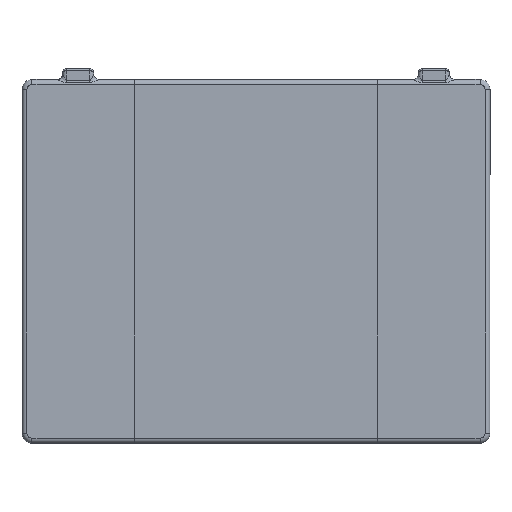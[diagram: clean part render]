
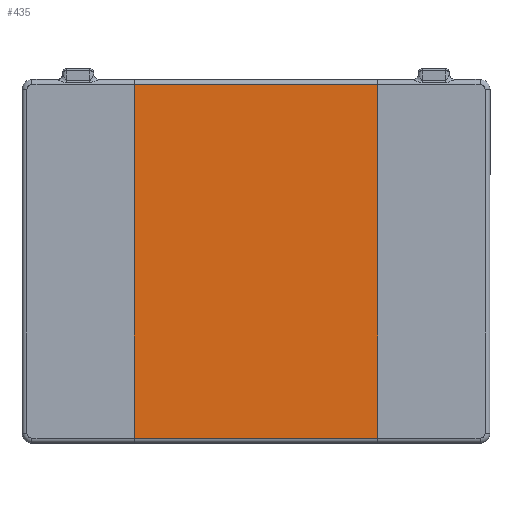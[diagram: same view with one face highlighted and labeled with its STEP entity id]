
A CAD part, front view. The second image highlights one B-rep face of the part: STEP entity #435.
In plain terms, the highlighted planar face has unit normal (0, -1, 0).
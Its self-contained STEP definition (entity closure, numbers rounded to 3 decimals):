
#327 = EDGE_CURVE ( 'NONE', #1489, #6787, #4672, .T. ) ;
#435 = ADVANCED_FACE ( 'NONE', ( #5758 ), #5265, .F. ) ;
#658 = DIRECTION ( 'NONE',  ( 0., 0., -1. ) ) ;
#797 = VECTOR ( 'NONE', #3069, 1000. ) ;
#1489 = VERTEX_POINT ( 'NONE', #2210 ) ;
#2210 = CARTESIAN_POINT ( 'NONE',  ( 0.65, 0., 0.916 ) ) ;
#2302 = VECTOR ( 'NONE', #6049, 1000. ) ;
#2369 = CARTESIAN_POINT ( 'NONE',  ( -1.197, 0., -0.973 ) ) ;
#2451 = LINE ( 'NONE', #2369, #4815 ) ;
#2806 = EDGE_CURVE ( 'NONE', #6217, #1489, #6154, .T. ) ;
#3069 = DIRECTION ( 'NONE',  ( 1., 0., 0. ) ) ;
#3304 = DIRECTION ( 'NONE',  ( 0., 1., 0. ) ) ;
#3766 = VERTEX_POINT ( 'NONE', #10809 ) ;
#3768 = ORIENTED_EDGE ( 'NONE', *, *, #10416, .T. ) ;
#4124 = ORIENTED_EDGE ( 'NONE', *, *, #2806, .F. ) ;
#4423 = LINE ( 'NONE', #6692, #12754 ) ;
#4672 = LINE ( 'NONE', #12026, #2302 ) ;
#4815 = VECTOR ( 'NONE', #9196, 1000. ) ;
#5265 = PLANE ( 'NONE',  #5767 ) ;
#5695 = EDGE_CURVE ( 'NONE', #6787, #3766, #2451, .T. ) ;
#5742 = CARTESIAN_POINT ( 'NONE',  ( 0.65, 0., -0.973 ) ) ;
#5758 = FACE_OUTER_BOUND ( 'NONE', #11001, .T. ) ;
#5767 = AXIS2_PLACEMENT_3D ( 'NONE', #6208, #3304, #10293 ) ;
#6049 = DIRECTION ( 'NONE',  ( 0., 0., -1. ) ) ;
#6154 = LINE ( 'NONE', #12173, #797 ) ;
#6208 = CARTESIAN_POINT ( 'NONE',  ( 0., 0., 0. ) ) ;
#6217 = VERTEX_POINT ( 'NONE', #6823 ) ;
#6692 = CARTESIAN_POINT ( 'NONE',  ( -0.65, 0., 0. ) ) ;
#6787 = VERTEX_POINT ( 'NONE', #5742 ) ;
#6823 = CARTESIAN_POINT ( 'NONE',  ( -0.65, 0., 0.916 ) ) ;
#9196 = DIRECTION ( 'NONE',  ( -1., 0., 0. ) ) ;
#9696 = ORIENTED_EDGE ( 'NONE', *, *, #327, .F. ) ;
#10293 = DIRECTION ( 'NONE',  ( 0., 0., -1. ) ) ;
#10416 = EDGE_CURVE ( 'NONE', #6217, #3766, #4423, .T. ) ;
#10809 = CARTESIAN_POINT ( 'NONE',  ( -0.65, 0., -0.973 ) ) ;
#11001 = EDGE_LOOP ( 'NONE', ( #4124, #3768, #12092, #9696 ) ) ;
#12026 = CARTESIAN_POINT ( 'NONE',  ( 0.65, 0., 0. ) ) ;
#12092 = ORIENTED_EDGE ( 'NONE', *, *, #5695, .F. ) ;
#12173 = CARTESIAN_POINT ( 'NONE',  ( 1.197, 0., 0.916 ) ) ;
#12754 = VECTOR ( 'NONE', #658, 1000. ) ;
